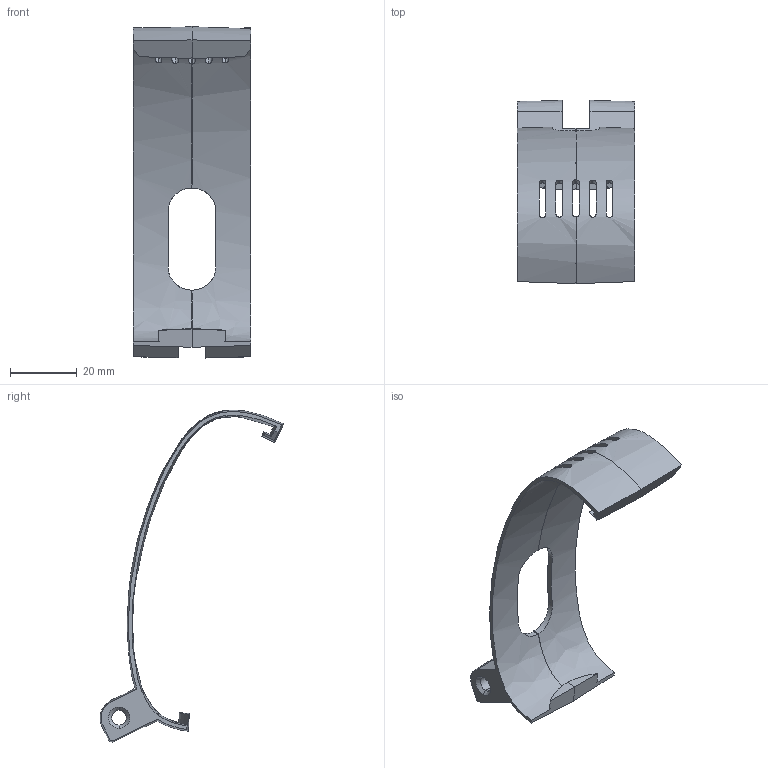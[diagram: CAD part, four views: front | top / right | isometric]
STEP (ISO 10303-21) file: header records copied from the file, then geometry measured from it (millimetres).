
FILE_DESCRIPTION (( 'STEP AP203' ), '1' );
FILE_NAME ('Quest3MountABS.STEP', '2025-02-14T13:35:49', ( '' ), ( '' ), 'SwSTEP 2.0', 'SolidWorks 2024', '' );
FILE_SCHEMA (( 'CONFIG_CONTROL_DESIGN' ));
Length unit declared in the file: millimetre
Products named in the file (1): Quest3MountABS
Bounding box: 35.22 x 55.13 x 99.55 mm (x, y, z)
Volume: 10426.3 mm3; surface area: 11549.8 mm2
Topology: 2 solids, 2 shells, 100 faces, 283 edges, 188 vertices
Faces by surface type: plane 53, cylinder 34, cone 7, bspline 6
Entity records: 5968 total; most frequent: CARTESIAN_POINT 3532, ORIENTED_EDGE 566, DIRECTION 367, EDGE_CURVE 283, VERTEX_POINT 188, VECTOR 137, LINE 137, AXIS2_PLACEMENT_3D 115
